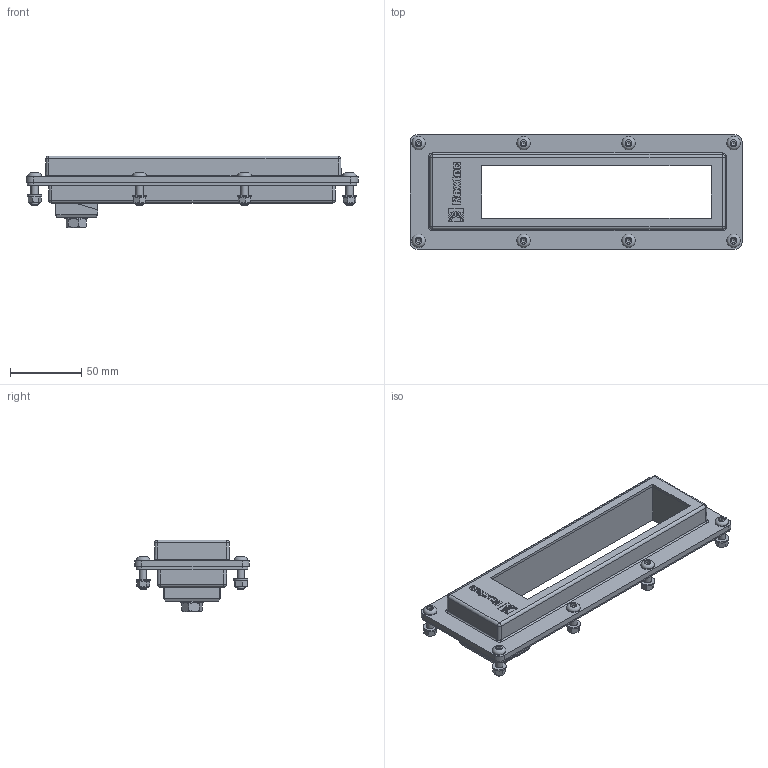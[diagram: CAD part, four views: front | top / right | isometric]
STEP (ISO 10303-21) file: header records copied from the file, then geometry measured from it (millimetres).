
FILE_DESCRIPTION((''),'2;1');
FILE_NAME('ComSeal 16 AISI 316.stp','2013-04-03T08:28:04',('se-henols'),(''),'Autodesk Inventor 2012','Autodesk Inventor 2012','');
FILE_SCHEMA(('AUTOMOTIVE_DESIGN { 1 0 10303 214 1 1 1 1 }'));
Length unit declared in the file: millimetre
Products named in the file (1): Part4
Bounding box: 233 x 80.5 x 50.4 mm (x, y, z)
Volume: 185748 mm3; surface area: 71727.3 mm2
Topology: 1 solids, 11 shells, 797 faces, 2034 edges, 1331 vertices
Faces by surface type: plane 572, cylinder 151, cone 36, torus 16, sphere 12, bspline 10
Full cylindrical faces by diameter (mm): 5 x24, 5.3 x8, 5.5 x8, 6.647 x2, 8 x1, 8.4 x1, 9.5 x8, 10 x8, 16 x1, 21 x1
Entity records: 24039 total; most frequent: CARTESIAN_POINT 4689, ORIENTED_EDGE 3782, DIRECTION 3670, EDGE_CURVE 1891, VECTOR 1342, LINE 1342, VERTEX_POINT 1303, AXIS2_PLACEMENT_3D 1164
